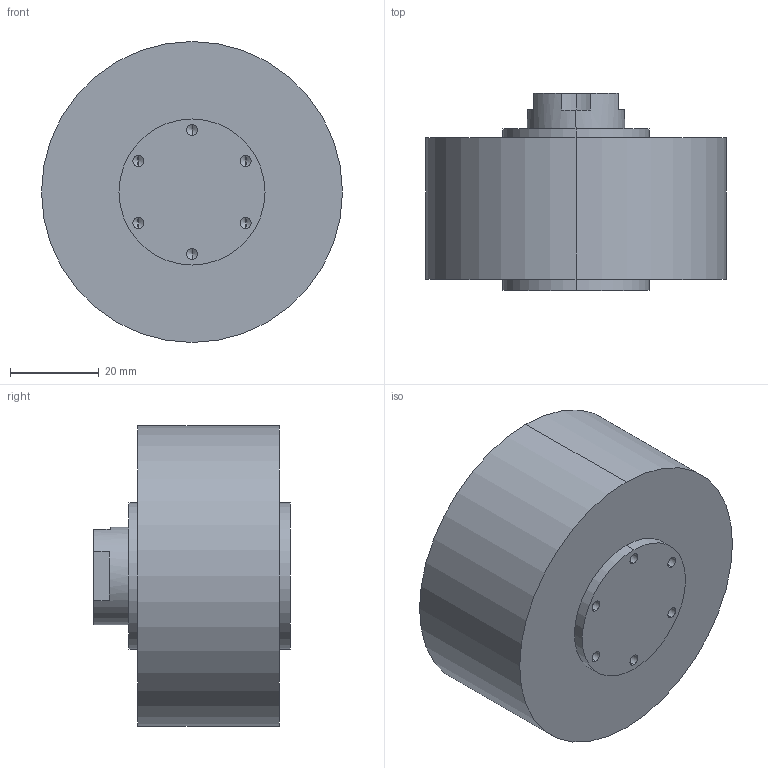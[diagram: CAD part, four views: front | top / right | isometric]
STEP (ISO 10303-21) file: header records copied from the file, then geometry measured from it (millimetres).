
FILE_DESCRIPTION((''),'2;1');
FILE_NAME('6215_3D202402210001','2024-08-21T18:17:10',('005'),(''),'CREO PARAMETRIC BY PTC INC, 2020053','CREO PARAMETRIC BY PTC INC, 2020053','');
FILE_SCHEMA(('CONFIG_CONTROL_DESIGN'));
Length unit declared in the file: millimetre
Products named in the file (1): 6215_3D202402210001
Bounding box: 68 x 44.5 x 68 mm (x, y, z)
Volume: 121684.2 mm3; surface area: 15912.9 mm2
Topology: 1 solids, 1 shells, 59 faces, 144 edges, 81 vertices
Faces by surface type: cylinder 28, cone 18, plane 13
Entity records: 1650 total; most frequent: DIRECTION 308, CARTESIAN_POINT 266, ORIENTED_EDGE 252, EDGE_CURVE 126, AXIS2_PLACEMENT_3D 123, VERTEX_POINT 81, EDGE_LOOP 71, CIRCLE 64
